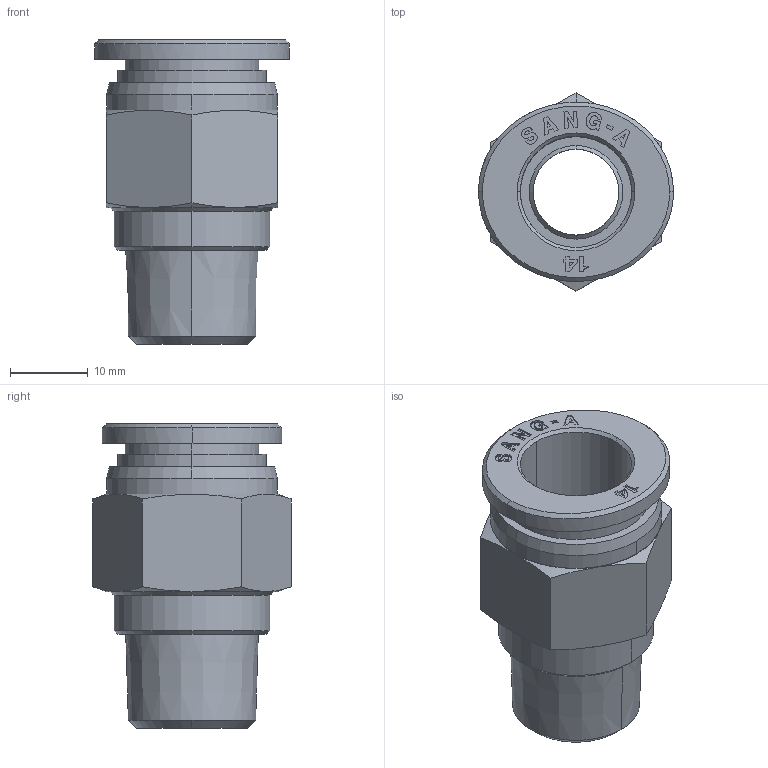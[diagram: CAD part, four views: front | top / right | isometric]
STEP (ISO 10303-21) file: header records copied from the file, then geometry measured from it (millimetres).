
FILE_DESCRIPTION (( 'STEP AP214' ), '1' );
FILE_NAME ('PC14-03.STEP', '2018-09-10T09:12:10', ( '' ), ( '' ), 'SwSTEP 2.0', 'SolidWorks 2018', '' );
FILE_SCHEMA (( 'AUTOMOTIVE_DESIGN' ));
Length unit declared in the file: millimetre
Products named in the file (1): PC14-03
Bounding box: 25 x 25.4 x 39 mm (x, y, z)
Surface area: 4759.3 mm2 (no closed solid volume)
Topology: 0 solids, 2 shells, 181 faces, 502 edges, 330 vertices
Faces by surface type: plane 103, bspline 30, cone 28, cylinder 20
Entity records: 8784 total; most frequent: CARTESIAN_POINT 2437, ORIENTED_EDGE 956, DIRECTION 794, EDGE_CURVE 502, VECTOR 330, VERTEX_POINT 330, LINE 330, AXIS2_PLACEMENT_3D 232
